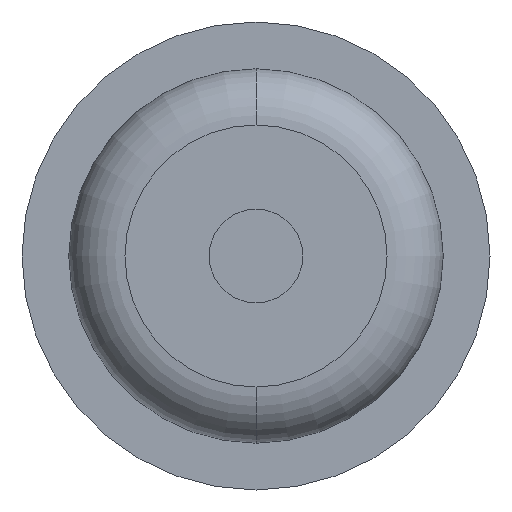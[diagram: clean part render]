
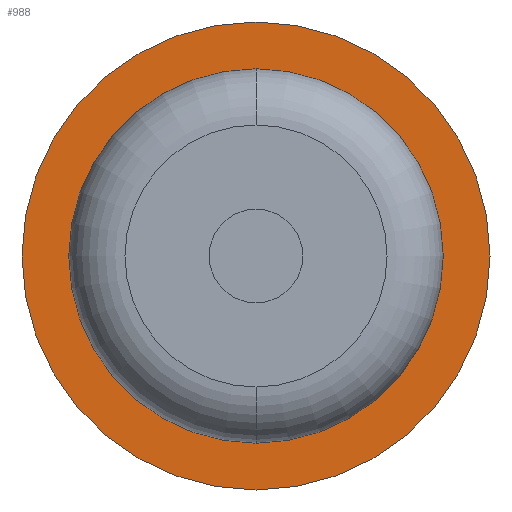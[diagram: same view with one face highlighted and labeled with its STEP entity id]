
A CAD part, front view. The second image highlights one B-rep face of the part: STEP entity #988.
In plain terms, the highlighted planar face has unit normal (0, -1, 0).
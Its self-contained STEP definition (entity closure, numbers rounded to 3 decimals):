
#38 = AXIS2_PLACEMENT_3D ( 'NONE', #2840, #2363, #872 ) ;
#97 = DIRECTION ( 'NONE',  ( 0., -1., 0. ) ) ;
#206 = CARTESIAN_POINT ( 'NONE',  ( 0., 2.5, 0. ) ) ;
#296 = AXIS2_PLACEMENT_3D ( 'NONE', #3076, #97, #1869 ) ;
#394 = CARTESIAN_POINT ( 'NONE',  ( 0., 2.5, -1. ) ) ;
#411 = ORIENTED_EDGE ( 'NONE', *, *, #1286, .T. ) ;
#517 = ORIENTED_EDGE ( 'NONE', *, *, #2231, .T. ) ;
#571 = CARTESIAN_POINT ( 'NONE',  ( 1., 2.5, 0. ) ) ;
#671 = VERTEX_POINT ( 'NONE', #2134 ) ;
#683 = DIRECTION ( 'NONE',  ( 0., 0., -1. ) ) ;
#747 = CARTESIAN_POINT ( 'NONE',  ( 0., 2.5, 1.25 ) ) ;
#774 = EDGE_LOOP ( 'NONE', ( #411, #517 ) ) ;
#820 = CIRCLE ( 'NONE', #38, 1. ) ;
#845 = DIRECTION ( 'NONE',  ( 0., -1., 0. ) ) ;
#867 = DIRECTION ( 'NONE',  ( 0., 0., -1. ) ) ;
#872 = DIRECTION ( 'NONE',  ( 0., 0., -1. ) ) ;
#988 = ADVANCED_FACE ( 'Defeature ausgef�hrt1_3', ( #1694, #1603 ), #2296, .T. ) ;
#1049 = DIRECTION ( 'NONE',  ( 0., 0., -1. ) ) ;
#1093 = EDGE_CURVE ( 'Defeature ausgef�hrt1_2+Defeature ausgef�hrt1_3+Defeature ausgef�hrt1_3+Defeature ausgef�hrt1_3', #671, #1439, #2915, .T. ) ;
#1251 = CIRCLE ( 'NONE', #1676, 1.25 ) ;
#1286 = EDGE_CURVE ( 'Defeature ausgef�hrt1_3+Defeature ausgef�hrt1_4+Defeature ausgef�hrt1_4+Defeature ausgef�hrt1_4', #2861, #3008, #1251, .T. ) ;
#1439 = VERTEX_POINT ( 'NONE', #394 ) ;
#1512 = AXIS2_PLACEMENT_3D ( 'NONE', #571, #2286, #1049 ) ;
#1558 = EDGE_LOOP ( 'NONE', ( #3211, #2079 ) ) ;
#1603 = FACE_BOUND ( 'NONE', #1558, .T. ) ;
#1676 = AXIS2_PLACEMENT_3D ( 'NONE', #206, #3160, #683 ) ;
#1694 = FACE_OUTER_BOUND ( 'NONE', #774, .T. ) ;
#1869 = DIRECTION ( 'NONE',  ( 0., 0., -1. ) ) ;
#2079 = ORIENTED_EDGE ( 'NONE', *, *, #1093, .F. ) ;
#2123 = CARTESIAN_POINT ( 'NONE',  ( 0., 2.5, -1.25 ) ) ;
#2134 = CARTESIAN_POINT ( 'NONE',  ( 0., 2.5, 1. ) ) ;
#2231 = EDGE_CURVE ( 'Defeature ausgef�hrt1_3+Defeature ausgef�hrt1_4+Defeature ausgef�hrt1_4+Defeature ausgef�hrt1_4', #3008, #2861, #2417, .T. ) ;
#2286 = DIRECTION ( 'NONE',  ( 0., -1., 0. ) ) ;
#2296 = PLANE ( 'NONE',  #1512 ) ;
#2363 = DIRECTION ( 'NONE',  ( 0., -1., 0. ) ) ;
#2417 = CIRCLE ( 'NONE', #296, 1.25 ) ;
#2725 = AXIS2_PLACEMENT_3D ( 'NONE', #3093, #845, #867 ) ;
#2840 = CARTESIAN_POINT ( 'NONE',  ( 0., 2.5, 0. ) ) ;
#2849 = EDGE_CURVE ( 'Defeature ausgef�hrt1_2+Defeature ausgef�hrt1_3+Defeature ausgef�hrt1_3+Defeature ausgef�hrt1_3', #1439, #671, #820, .T. ) ;
#2861 = VERTEX_POINT ( 'NONE', #2123 ) ;
#2915 = CIRCLE ( 'NONE', #2725, 1. ) ;
#3008 = VERTEX_POINT ( 'NONE', #747 ) ;
#3076 = CARTESIAN_POINT ( 'NONE',  ( 0., 2.5, 0. ) ) ;
#3093 = CARTESIAN_POINT ( 'NONE',  ( 0., 2.5, 0. ) ) ;
#3160 = DIRECTION ( 'NONE',  ( 0., -1., 0. ) ) ;
#3211 = ORIENTED_EDGE ( 'NONE', *, *, #2849, .F. ) ;
